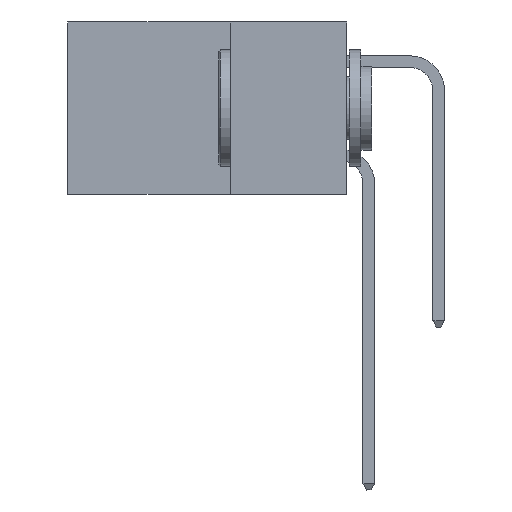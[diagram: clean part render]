
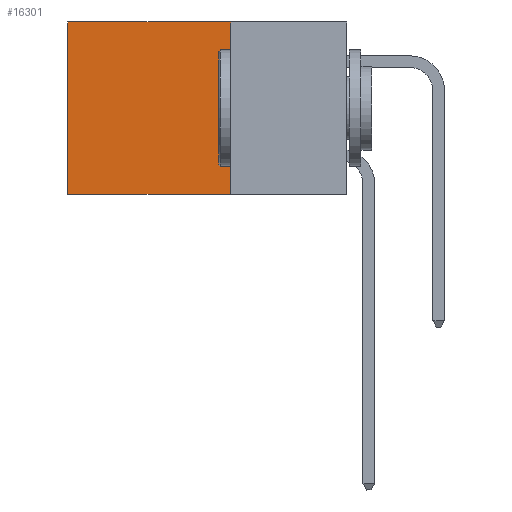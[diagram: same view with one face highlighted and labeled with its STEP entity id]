
A CAD part, left-side view. The second image highlights one B-rep face of the part: STEP entity #16301.
In plain terms, the highlighted planar face has unit normal (-1, 0, 0).
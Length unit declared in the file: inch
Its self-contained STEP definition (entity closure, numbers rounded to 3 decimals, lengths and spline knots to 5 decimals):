
#532 = ORIENTED_EDGE ( 'NONE', *, *, #29355, .T. ) ;
#534 = ORIENTED_EDGE ( 'NONE', *, *, #11324, .F. ) ;
#581 = CARTESIAN_POINT ( 'NONE',  ( 0.2875, 0.25, -0.37 ) ) ;
#1245 = CARTESIAN_POINT ( 'NONE',  ( 0.2875, 0.6, -0.37 ) ) ;
#1772 = VERTEX_POINT ( 'NONE', #8188 ) ;
#4763 = DIRECTION ( 'NONE',  ( 0., 0., -1. ) ) ;
#6080 = EDGE_CURVE ( 'NONE', #14983, #22566, #30661, .T. ) ;
#8188 = CARTESIAN_POINT ( 'NONE',  ( 0.2875, 0.25, -0.37 ) ) ;
#8552 = LINE ( 'NONE', #581, #22188 ) ;
#8957 = CARTESIAN_POINT ( 'NONE',  ( 0.2875, 0.25, 0. ) ) ;
#9237 = DIRECTION ( 'NONE',  ( 1., 0., 0. ) ) ;
#9871 = CARTESIAN_POINT ( 'NONE',  ( 0.2875, 0.25, 0. ) ) ;
#10031 = DIRECTION ( 'NONE',  ( 0., 0., -1. ) ) ;
#10862 = FACE_OUTER_BOUND ( 'NONE', #22026, .T. ) ;
#11211 = EDGE_CURVE ( 'NONE', #1772, #22566, #8552, .T. ) ;
#11324 = EDGE_CURVE ( 'NONE', #20523, #1772, #25277, .T. ) ;
#11618 = PLANE ( 'NONE',  #16116 ) ;
#14204 = ORIENTED_EDGE ( 'NONE', *, *, #6080, .T. ) ;
#14806 = CARTESIAN_POINT ( 'NONE',  ( 0.2875, 0.6, 0. ) ) ;
#14983 = VERTEX_POINT ( 'NONE', #23985 ) ;
#15892 = VECTOR ( 'NONE', #10031, 39.37008 ) ;
#16008 = VECTOR ( 'NONE', #25924, 39.37008 ) ;
#16116 = AXIS2_PLACEMENT_3D ( 'NONE', #21358, #9237, #26018 ) ;
#16301 = ADVANCED_FACE ( 'NONE', ( #10862 ), #11618, .F. ) ;
#17619 = DIRECTION ( 'NONE',  ( 0., 1., 0. ) ) ;
#20523 = VERTEX_POINT ( 'NONE', #25133 ) ;
#21358 = CARTESIAN_POINT ( 'NONE',  ( 0.2875, 0.25, 0. ) ) ;
#22026 = EDGE_LOOP ( 'NONE', ( #14204, #31022, #534, #532 ) ) ;
#22188 = VECTOR ( 'NONE', #17619, 39.37008 ) ;
#22566 = VERTEX_POINT ( 'NONE', #1245 ) ;
#23274 = VECTOR ( 'NONE', #4763, 39.37008 ) ;
#23985 = CARTESIAN_POINT ( 'NONE',  ( 0.2875, 0.6, 0. ) ) ;
#25133 = CARTESIAN_POINT ( 'NONE',  ( 0.2875, 0.25, 0. ) ) ;
#25277 = LINE ( 'NONE', #9871, #23274 ) ;
#25924 = DIRECTION ( 'NONE',  ( 0., 1., 0. ) ) ;
#26018 = DIRECTION ( 'NONE',  ( 0., 0., -1. ) ) ;
#27032 = LINE ( 'NONE', #8957, #16008 ) ;
#29355 = EDGE_CURVE ( 'NONE', #20523, #14983, #27032, .T. ) ;
#30661 = LINE ( 'NONE', #14806, #15892 ) ;
#31022 = ORIENTED_EDGE ( 'NONE', *, *, #11211, .F. ) ;
